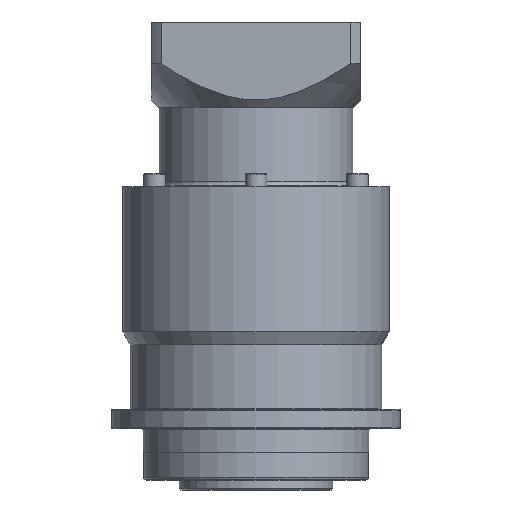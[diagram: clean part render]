
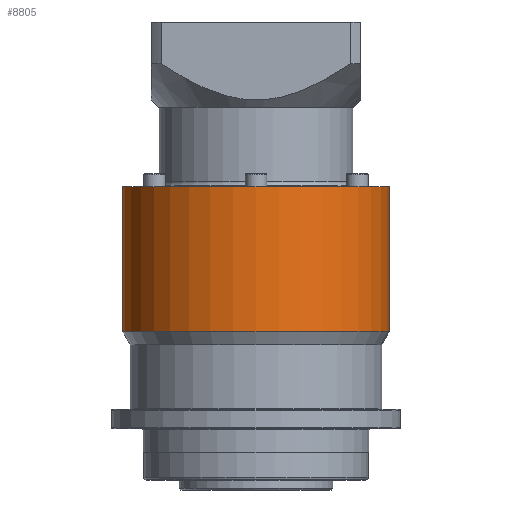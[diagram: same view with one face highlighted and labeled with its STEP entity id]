
A CAD part, front view. The second image highlights one B-rep face of the part: STEP entity #8805.
In plain terms, the highlighted cylindrical face has radius 82.5 mm (diameter 165 mm), a partial arc.
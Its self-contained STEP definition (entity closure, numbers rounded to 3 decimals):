
#1373=CARTESIAN_POINT('',(0.,0.,-26.));
#1374=DIRECTION('',(0.,0.,1.));
#1375=DIRECTION('',(-1.,0.,0.));
#1376=AXIS2_PLACEMENT_3D('',#1373,#1374,#1375);
#2173=CARTESIAN_POINT('',(0.,0.,-116.));
#2174=DIRECTION('',(0.,0.,-1.));
#2175=DIRECTION('',(1.,0.,0.));
#2176=AXIS2_PLACEMENT_3D('',#2173,#2174,#2175);
#2191=DIRECTION('',(0.,0.,1.));
#2192=VECTOR('',#2191,90.);
#2193=CARTESIAN_POINT('',(-82.5,0.,-116.));
#2194=LINE('',#2193,#2192);
#2195=DIRECTION('',(0.,0.,1.));
#2196=VECTOR('',#2195,90.);
#2197=CARTESIAN_POINT('',(82.5,0.,-116.));
#2198=LINE('',#2197,#2196);
#5019=CARTESIAN_POINT('',(82.5,0.,-116.));
#5020=CARTESIAN_POINT('',(82.5,0.,-26.));
#5021=VERTEX_POINT('',#5019);
#5022=VERTEX_POINT('',#5020);
#5023=CARTESIAN_POINT('',(-82.5,0.,-116.));
#5024=CARTESIAN_POINT('',(-82.5,0.,-26.));
#5025=VERTEX_POINT('',#5023);
#5026=VERTEX_POINT('',#5024);
#8794=CARTESIAN_POINT('',(0.,0.,-124.));
#8795=DIRECTION('',(0.,0.,1.));
#8796=DIRECTION('',(1.,0.,0.));
#8797=AXIS2_PLACEMENT_3D('',#8794,#8795,#8796);
#8798=CYLINDRICAL_SURFACE('',#8797,82.5);
#8799=ORIENTED_EDGE('',*,*,#8785,.T.);
#8800=ORIENTED_EDGE('',*,*,#8760,.T.);
#8801=ORIENTED_EDGE('',*,*,#7444,.T.);
#8802=ORIENTED_EDGE('',*,*,#8757,.F.);
#8803=EDGE_LOOP('',(#8799,#8800,#8801,#8802));
#8804=FACE_OUTER_BOUND('',#8803,.F.);
#8805=ADVANCED_FACE('',(#8804),#8798,.T.);
#1377=CIRCLE('',#1376,82.5);
#2177=CIRCLE('',#2176,82.5);
#7444=EDGE_CURVE('',#5026,#5022,#1377,.T.);
#8757=EDGE_CURVE('',#5021,#5022,#2198,.T.);
#8760=EDGE_CURVE('',#5025,#5026,#2194,.T.);
#8785=EDGE_CURVE('',#5021,#5025,#2177,.T.);
